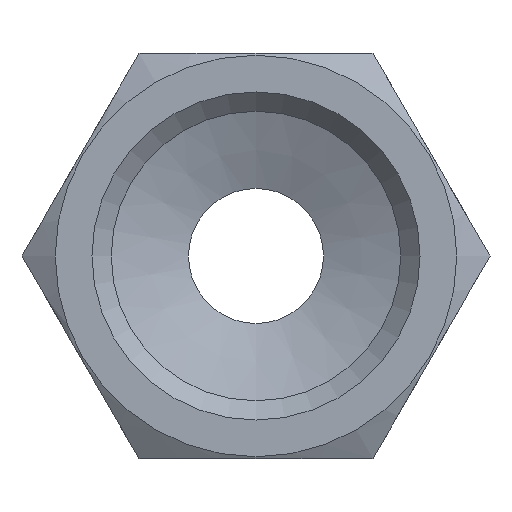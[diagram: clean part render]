
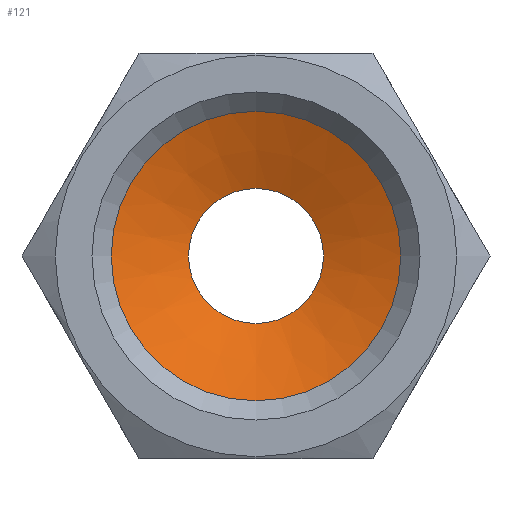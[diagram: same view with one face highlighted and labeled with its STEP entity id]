
A CAD part, front view. The second image highlights one B-rep face of the part: STEP entity #121.
In plain terms, the highlighted conical face has half-angle 68 degrees and reference radius 7.5 mm.
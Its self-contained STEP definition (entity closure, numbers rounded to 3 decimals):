
#121 = ADVANCED_FACE( 'NONE', ( #256, #257 ), #258, .F. );
#256 = FACE_OUTER_BOUND( '', #393, .T. );
#257 = FACE_BOUND( '', #394, .T. );
#258 = CONICAL_SURFACE( '', #395, 7.5, 1.187 );
#393 = EDGE_LOOP( '', ( #671 ) );
#394 = EDGE_LOOP( '', ( #672 ) );
#395 = AXIS2_PLACEMENT_3D( '', #673, #674, #675 );
#671 = ORIENTED_EDGE( '', *, *, #833, .T. );
#672 = ORIENTED_EDGE( '', *, *, #753, .F. );
#673 = CARTESIAN_POINT( '', ( 0., 13.5, 0. ) );
#674 = DIRECTION( '', ( 0., -1., 0. ) );
#675 = DIRECTION( '', ( 0., 0., -1. ) );
#753 = EDGE_CURVE( 'NONE', #890, #890, #891, .T. );
#833 = EDGE_CURVE( 'NONE', #1008, #1008, #1009, .T. );
#890 = VERTEX_POINT( '', #1119 );
#891 = CIRCLE( '', #1120, 3.5 );
#1008 = VERTEX_POINT( '', #1379 );
#1009 = CIRCLE( '', #1380, 7.5 );
#1119 = CARTESIAN_POINT( '', ( 0., 15.116, -3.5 ) );
#1120 = AXIS2_PLACEMENT_3D( '', #1420, #1421, #1422 );
#1379 = CARTESIAN_POINT( '', ( 0., 13.5, -7.5 ) );
#1380 = AXIS2_PLACEMENT_3D( '', #1488, #1489, #1490 );
#1420 = CARTESIAN_POINT( '', ( 0., 15.116, 0. ) );
#1421 = DIRECTION( '', ( 0., -1., 0. ) );
#1422 = DIRECTION( '', ( 0., 0., -1. ) );
#1488 = CARTESIAN_POINT( '', ( 0., 13.5, 0. ) );
#1489 = DIRECTION( '', ( 0., -1., 0. ) );
#1490 = DIRECTION( '', ( 0., 0., -1. ) );
